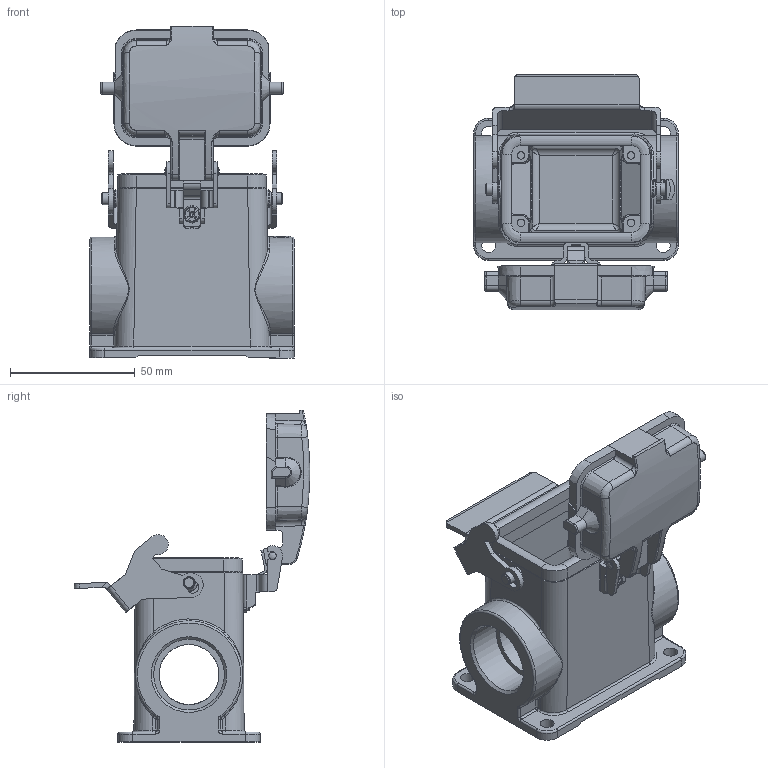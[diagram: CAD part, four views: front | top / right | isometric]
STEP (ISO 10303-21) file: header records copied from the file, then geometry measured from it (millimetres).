
FILE_DESCRIPTION((''),'2;1');
FILE_NAME('04300060297.stp','2020-07-07T15:23:42',('e.eickhoff'),(''),'Autodesk Inventor 2012','Autodesk Inventor 2012','');
FILE_SCHEMA(('AUTOMOTIVE_DESIGN { 1 0 10303 214 1 1 1 1 }'));
Length unit declared in the file: millimetre
Products named in the file (3): 04300060297; Metallbügel 1
Assembly tree (2 placements, depth 2):
  04300060297
    04300060297
    Metallbügel 1
Bounding box: 82 x 94.38 x 132.93 mm (x, y, z)
Volume: 124288.3 mm3; surface area: 58890.4 mm2
Topology: 3 solids, 3 shells, 765 faces, 2650 edges, 2588 vertices
Faces by surface type: plane 358, cylinder 246, torus 56, bspline 50, cone 41, sphere 14
Full cylindrical faces by diameter (mm): 0.88 x1, 1.04 x1, 3 x6, 3.3 x1, 4 x2, 4.8 x2, 5.6 x4, 7 x3, 24 x2, 28.3 x2
Entity records: 31802 total; most frequent: CARTESIAN_POINT 8961, DIRECTION 4520, ORIENTED_EDGE 3816, EDGE_CURVE 1908, AXIS2_PLACEMENT_3D 1653, VERTEX_POINT 1226, VECTOR 1214, LINE 1214
